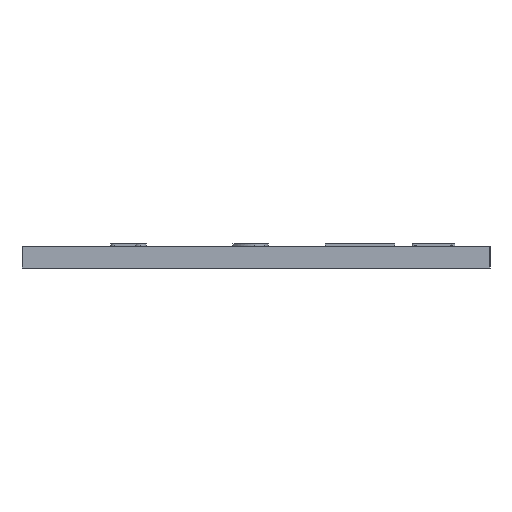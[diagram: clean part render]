
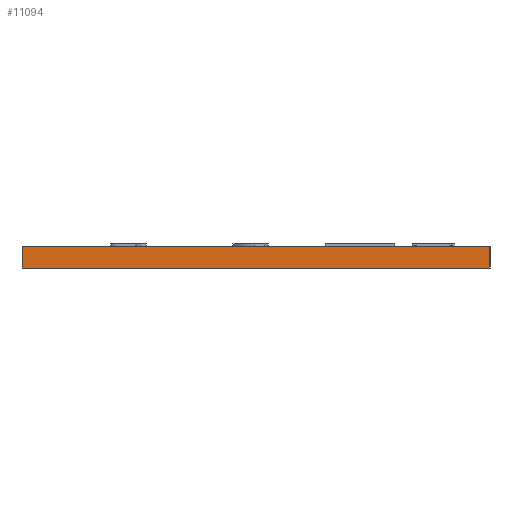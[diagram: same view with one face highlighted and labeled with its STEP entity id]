
A CAD part, left-side view. The second image highlights one B-rep face of the part: STEP entity #11094.
In plain terms, the highlighted planar face has unit normal (-1, 0, 0).
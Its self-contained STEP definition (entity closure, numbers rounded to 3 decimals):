
#361=PLANE('',#11457);
#1828=FACE_OUTER_BOUND('',#2476,.T.);
#2476=EDGE_LOOP('',(#10461,#10462,#10463,#10464));
#2569=LINE('',#13937,#3575);
#3491=LINE('',#24578,#4497);
#3492=LINE('',#24579,#4498);
#3493=LINE('',#24580,#4499);
#3575=VECTOR('',#11628,10.);
#4497=VECTOR('',#13152,10.);
#4498=VECTOR('',#13153,10.);
#4499=VECTOR('',#13154,10.);
#4627=VERTEX_POINT('',#13930);
#4630=VERTEX_POINT('',#13935);
#5623=VERTEX_POINT('',#24576);
#5624=VERTEX_POINT('',#24577);
#5747=EDGE_CURVE('',#4630,#4627,#2569,.T.);
#7243=EDGE_CURVE('',#5623,#5624,#3491,.T.);
#7244=EDGE_CURVE('',#5623,#4627,#3492,.T.);
#7245=EDGE_CURVE('',#5624,#4630,#3493,.T.);
#10461=ORIENTED_EDGE('',*,*,#7243,.F.);
#10462=ORIENTED_EDGE('',*,*,#7244,.T.);
#10463=ORIENTED_EDGE('',*,*,#5747,.F.);
#10464=ORIENTED_EDGE('',*,*,#7245,.F.);
#11094=ADVANCED_FACE('',(#1828),#361,.T.);
#11457=AXIS2_PLACEMENT_3D('',#24575,#13150,#13151);
#11628=DIRECTION('',(0.,-1.,0.));
#13150=DIRECTION('center_axis',(-1.,0.,0.));
#13151=DIRECTION('ref_axis',(0.,-1.,0.));
#13152=DIRECTION('',(0.,1.,0.));
#13153=DIRECTION('',(0.,0.,1.));
#13154=DIRECTION('',(0.,0.,1.));
#13930=CARTESIAN_POINT('',(-1.757,-59.549,5.));
#13935=CARTESIAN_POINT('',(-1.757,47.591,5.));
#13937=CARTESIAN_POINT('',(-1.757,-59.549,5.));
#24575=CARTESIAN_POINT('Origin',(-1.757,47.591,0.));
#24576=CARTESIAN_POINT('',(-1.757,-59.549,0.));
#24577=CARTESIAN_POINT('',(-1.757,47.591,0.));
#24578=CARTESIAN_POINT('',(-1.757,-59.549,0.));
#24579=CARTESIAN_POINT('',(-1.757,-59.549,0.));
#24580=CARTESIAN_POINT('',(-1.757,47.591,0.));
